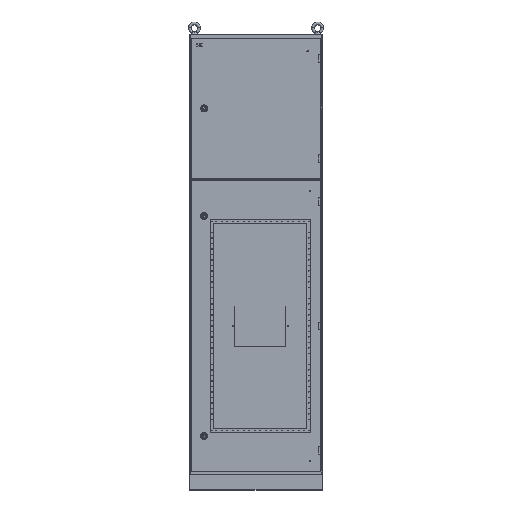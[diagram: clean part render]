
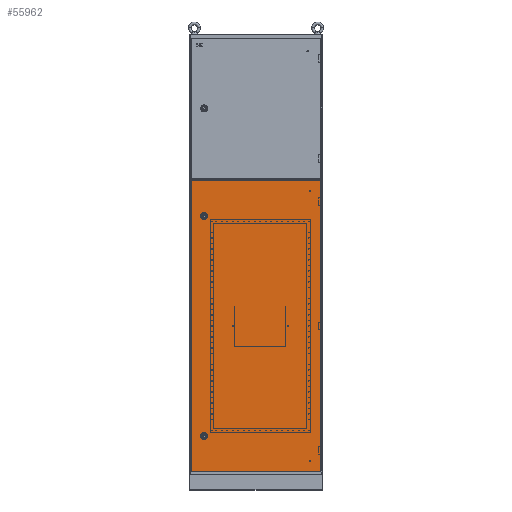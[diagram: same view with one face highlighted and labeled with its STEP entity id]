
A CAD part, top view. The second image highlights one B-rep face of the part: STEP entity #55962.
In plain terms, the highlighted planar face has unit normal (0, 0, 1).
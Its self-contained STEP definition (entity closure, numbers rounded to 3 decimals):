
#2080 = ORIENTED_EDGE ( 'NONE', *, *, #12244, .T. ) ;
#2319 = ORIENTED_EDGE ( 'NONE', *, *, #16628, .T. ) ;
#2991 = AXIS2_PLACEMENT_3D ( 'NONE', #37574, #88274, #44867 ) ;
#3999 = DIRECTION ( 'NONE',  ( 0., -1., 0. ) ) ;
#4646 = EDGE_CURVE ( 'NONE', #61810, #35501, #90027, .T. ) ;
#5858 = LINE ( 'NONE', #83852, #22848 ) ;
#8596 = VERTEX_POINT ( 'NONE', #82746 ) ;
#10066 = FACE_OUTER_BOUND ( 'NONE', #41222, .T. ) ;
#10170 = ORIENTED_EDGE ( 'NONE', *, *, #42153, .F. ) ;
#12244 = EDGE_CURVE ( 'NONE', #59744, #29647, #5858, .T. ) ;
#14887 = AXIS2_PLACEMENT_3D ( 'NONE', #32564, #83271, #39844 ) ;
#16628 = EDGE_CURVE ( 'NONE', #29647, #61810, #22536, .T. ) ;
#22536 = LINE ( 'NONE', #40353, #54228 ) ;
#22684 = CARTESIAN_POINT ( 'NONE',  ( 590.5, 663.5, 0. ) ) ;
#22848 = VECTOR ( 'NONE', #3999, 1000. ) ;
#22890 = CARTESIAN_POINT ( 'NONE',  ( 60., -500., 0. ) ) ;
#23873 = CARTESIAN_POINT ( 'NONE',  ( 0., 663.5, 0. ) ) ;
#24130 = DIRECTION ( 'NONE',  ( -1., 0., 0. ) ) ;
#24911 = DIRECTION ( 'NONE',  ( 0., 0., 1. ) ) ;
#25394 = CARTESIAN_POINT ( 'NONE',  ( 0., 0., 0. ) ) ;
#26938 = VERTEX_POINT ( 'NONE', #91772 ) ;
#27054 = FACE_BOUND ( 'NONE', #31894, .T. ) ;
#27242 = ORIENTED_EDGE ( 'NONE', *, *, #50920, .F. ) ;
#28730 = ORIENTED_EDGE ( 'NONE', *, *, #55869, .T. ) ;
#29647 = VERTEX_POINT ( 'NONE', #63896 ) ;
#29818 = EDGE_CURVE ( 'NONE', #45520, #81027, #64999, .T. ) ;
#30159 = DIRECTION ( 'NONE',  ( -1., 0., 0. ) ) ;
#31894 = EDGE_LOOP ( 'NONE', ( #62252, #74517 ) ) ;
#32564 = CARTESIAN_POINT ( 'NONE',  ( 60., -500., 0. ) ) ;
#32635 = DIRECTION ( 'NONE',  ( 0., 0., 1. ) ) ;
#33173 = CIRCLE ( 'NONE', #82895, 1.5 ) ;
#33856 = LINE ( 'NONE', #82098, #70115 ) ;
#35501 = VERTEX_POINT ( 'NONE', #22684 ) ;
#35812 = AXIS2_PLACEMENT_3D ( 'NONE', #25394, #32635, #83343 ) ;
#36067 = CARTESIAN_POINT ( 'NONE',  ( 58.5, 500., 0. ) ) ;
#37574 = CARTESIAN_POINT ( 'NONE',  ( 60., 500., 0. ) ) ;
#39708 = DIRECTION ( 'NONE',  ( 0., 1., 0. ) ) ;
#39844 = DIRECTION ( 'NONE',  ( -1., 0., 0. ) ) ;
#40353 = CARTESIAN_POINT ( 'NONE',  ( 0., -663.5, 0. ) ) ;
#40741 = CARTESIAN_POINT ( 'NONE',  ( 590.5, -663.5, 0. ) ) ;
#41222 = EDGE_LOOP ( 'NONE', ( #2080, #2319, #78500, #28730 ) ) ;
#42153 = EDGE_CURVE ( 'NONE', #26938, #8596, #33173, .T. ) ;
#44867 = DIRECTION ( 'NONE',  ( 1., 0., 0. ) ) ;
#45520 = VERTEX_POINT ( 'NONE', #55731 ) ;
#48354 = EDGE_CURVE ( 'NONE', #81027, #45520, #69762, .T. ) ;
#50920 = EDGE_CURVE ( 'NONE', #8596, #26938, #51707, .T. ) ;
#51707 = CIRCLE ( 'NONE', #14887, 1.5 ) ;
#54228 = VECTOR ( 'NONE', #83479, 1000. ) ;
#55731 = CARTESIAN_POINT ( 'NONE',  ( 61.5, 500., 0. ) ) ;
#55869 = EDGE_CURVE ( 'NONE', #35501, #59744, #33856, .T. ) ;
#55962 = ADVANCED_FACE ( 'NONE', ( #82611, #27054, #10066 ), #68739, .T. ) ;
#59744 = VERTEX_POINT ( 'NONE', #23873 ) ;
#61810 = VERTEX_POINT ( 'NONE', #40741 ) ;
#62252 = ORIENTED_EDGE ( 'NONE', *, *, #29818, .F. ) ;
#63896 = CARTESIAN_POINT ( 'NONE',  ( 0., -663.5, 0. ) ) ;
#64999 = CIRCLE ( 'NONE', #2991, 1.5 ) ;
#68256 = CARTESIAN_POINT ( 'NONE',  ( 60., 500., 0. ) ) ;
#68739 = PLANE ( 'NONE',  #35812 ) ;
#69762 = CIRCLE ( 'NONE', #82038, 1.5 ) ;
#70115 = VECTOR ( 'NONE', #24130, 1000. ) ;
#73012 = VECTOR ( 'NONE', #39708, 1000. ) ;
#73558 = DIRECTION ( 'NONE',  ( 0., 0., 1. ) ) ;
#74517 = ORIENTED_EDGE ( 'NONE', *, *, #48354, .F. ) ;
#75543 = DIRECTION ( 'NONE',  ( 1., 0., 0. ) ) ;
#78500 = ORIENTED_EDGE ( 'NONE', *, *, #4646, .T. ) ;
#81027 = VERTEX_POINT ( 'NONE', #36067 ) ;
#82038 = AXIS2_PLACEMENT_3D ( 'NONE', #68256, #24911, #75543 ) ;
#82098 = CARTESIAN_POINT ( 'NONE',  ( 0., 663.5, 0. ) ) ;
#82611 = FACE_BOUND ( 'NONE', #82763, .T. ) ;
#82746 = CARTESIAN_POINT ( 'NONE',  ( 58.5, -500., 0. ) ) ;
#82763 = EDGE_LOOP ( 'NONE', ( #10170, #27242 ) ) ;
#82895 = AXIS2_PLACEMENT_3D ( 'NONE', #22890, #73558, #30159 ) ;
#83138 = CARTESIAN_POINT ( 'NONE',  ( 590.5, 663.5, 0. ) ) ;
#83271 = DIRECTION ( 'NONE',  ( 0., 0., 1. ) ) ;
#83343 = DIRECTION ( 'NONE',  ( 1., 0., 0. ) ) ;
#83479 = DIRECTION ( 'NONE',  ( 1., 0., 0. ) ) ;
#83852 = CARTESIAN_POINT ( 'NONE',  ( 0., 663.5, 0. ) ) ;
#88274 = DIRECTION ( 'NONE',  ( 0., 0., 1. ) ) ;
#90027 = LINE ( 'NONE', #83138, #73012 ) ;
#91772 = CARTESIAN_POINT ( 'NONE',  ( 61.5, -500., 0. ) ) ;
